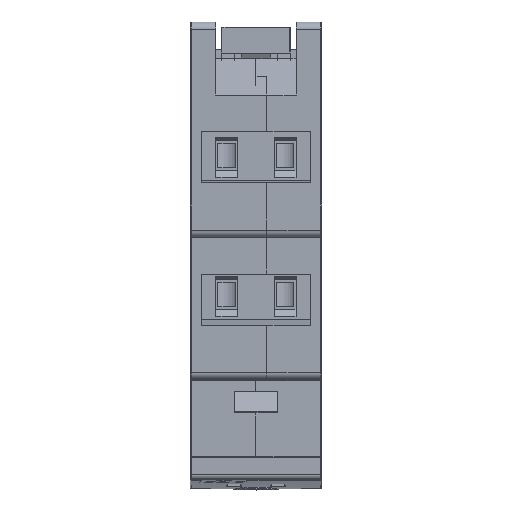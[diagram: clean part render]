
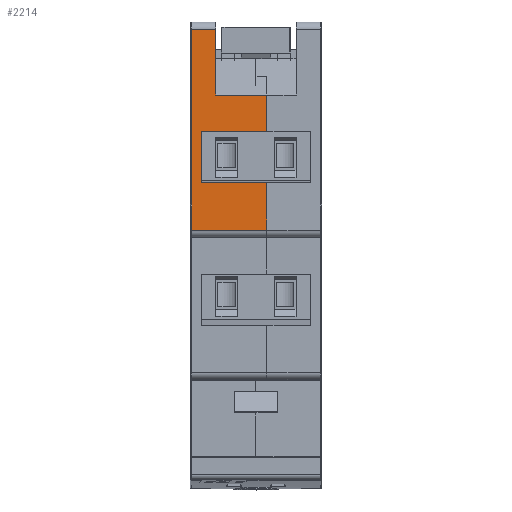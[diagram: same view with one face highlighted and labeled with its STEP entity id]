
A CAD part, top view. The second image highlights one B-rep face of the part: STEP entity #2214.
In plain terms, the highlighted planar face has unit normal (0, 0, 1).
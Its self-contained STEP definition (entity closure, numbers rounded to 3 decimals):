
#2214=ADVANCED_FACE('',(#4401),#4403,.T.);
#4401=FACE_BOUND('',#4402,.T.);
#4402=EDGE_LOOP('',(#9346,#9347,#9348,#9349,#9350,#9351,#9352,#9353,#9354,#9355));
#4403=PLANE('',#4404);
#4404=AXIS2_PLACEMENT_3D('',#4405,#4406,#4407);
#4405=CARTESIAN_POINT('',(0.,28.75,44.75));
#4406=DIRECTION('',(0.,0.,1.));
#4407=DIRECTION('',(0.,-1.,0.));
#9346=ORIENTED_EDGE('',*,*,#12605,.T.);
#9347=ORIENTED_EDGE('',*,*,#12606,.T.);
#9348=ORIENTED_EDGE('',*,*,#12607,.F.);
#9349=ORIENTED_EDGE('',*,*,#12608,.T.);
#9350=ORIENTED_EDGE('',*,*,#12609,.T.);
#9351=ORIENTED_EDGE('',*,*,#12610,.T.);
#9352=ORIENTED_EDGE('',*,*,#12611,.F.);
#9353=ORIENTED_EDGE('',*,*,#12519,.T.);
#9354=ORIENTED_EDGE('',*,*,#12485,.T.);
#9355=ORIENTED_EDGE('',*,*,#12604,.F.);
#12485=EDGE_CURVE('',#14533,#14531,#14534,.T.);
#12519=EDGE_CURVE('',#14598,#14533,#14599,.F.);
#12604=EDGE_CURVE('',#14742,#14531,#14744,.T.);
#12605=EDGE_CURVE('',#14742,#14745,#14746,.T.);
#12606=EDGE_CURVE('',#14745,#14747,#14748,.T.);
#12607=EDGE_CURVE('',#14749,#14747,#14750,.T.);
#12608=EDGE_CURVE('',#14749,#14751,#14752,.F.);
#12609=EDGE_CURVE('',#14751,#14753,#14754,.T.);
#12610=EDGE_CURVE('',#14753,#14755,#14756,.F.);
#12611=EDGE_CURVE('',#14598,#14755,#14757,.T.);
#14531=VERTEX_POINT('',#18245);
#14533=VERTEX_POINT('',#18250);
#14534=LINE('',#18251,#18252);
#14598=VERTEX_POINT('',#18390);
#14599=LINE('',#18391,#18392);
#14742=VERTEX_POINT('',#18702);
#14744=LINE('',#18707,#18708);
#14745=VERTEX_POINT('',#18710);
#14746=LINE('',#18711,#18712);
#14747=VERTEX_POINT('',#18714);
#14748=LINE('',#18715,#18716);
#14749=VERTEX_POINT('',#18718);
#14750=LINE('',#18719,#18720);
#14751=VERTEX_POINT('',#18722);
#14752=LINE('',#18723,#18724);
#14753=VERTEX_POINT('',#18726);
#14754=LINE('',#18727,#18728);
#14755=VERTEX_POINT('',#18730);
#14756=LINE('',#18731,#18732);
#14757=LINE('',#18734,#18735);
#18245=CARTESIAN_POINT('',(3.5,28.75,44.75));
#18250=CARTESIAN_POINT('',(3.5,19.75,44.75));
#18251=CARTESIAN_POINT('',(3.5,19.75,44.75));
#18252=VECTOR('',#18253,1.);
#18253=DIRECTION('',(0.,1.,0.));
#18390=CARTESIAN_POINT('',(10.5,19.75,44.75));
#18391=CARTESIAN_POINT('',(3.5,19.75,44.75));
#18392=VECTOR('',#18393,1.);
#18393=DIRECTION('',(1.,0.,0.));
#18702=CARTESIAN_POINT('',(0.2,28.75,44.75));
#18707=CARTESIAN_POINT('',(0.2,28.75,44.75));
#18708=VECTOR('',#18709,1.);
#18709=DIRECTION('',(1.,0.,0.));
#18710=CARTESIAN_POINT('',(0.2,1.25,44.75));
#18711=CARTESIAN_POINT('',(0.2,28.75,44.75));
#18712=VECTOR('',#18713,1.);
#18713=DIRECTION('',(0.,-1.,0.));
#18714=CARTESIAN_POINT('',(10.5,1.25,44.75));
#18715=CARTESIAN_POINT('',(0.2,1.25,44.75));
#18716=VECTOR('',#18717,1.);
#18717=DIRECTION('',(1.,0.,0.));
#18718=CARTESIAN_POINT('',(10.5,7.75,44.75));
#18719=CARTESIAN_POINT('',(10.5,7.75,44.75));
#18720=VECTOR('',#18721,1.);
#18721=DIRECTION('',(0.,-1.,0.));
#18722=CARTESIAN_POINT('',(1.5,7.75,44.75));
#18723=CARTESIAN_POINT('',(1.5,7.75,44.75));
#18724=VECTOR('',#18725,1.);
#18725=DIRECTION('',(1.,0.,0.));
#18726=CARTESIAN_POINT('',(1.5,14.75,44.75));
#18727=CARTESIAN_POINT('',(1.5,7.75,44.75));
#18728=VECTOR('',#18729,1.);
#18729=DIRECTION('',(0.,1.,0.));
#18730=CARTESIAN_POINT('',(10.5,14.75,44.75));
#18731=CARTESIAN_POINT('',(10.5,14.75,44.75));
#18732=VECTOR('',#18733,1.);
#18733=DIRECTION('',(-1.,0.,0.));
#18734=CARTESIAN_POINT('',(10.5,19.75,44.75));
#18735=VECTOR('',#18736,1.);
#18736=DIRECTION('',(0.,-1.,0.));
